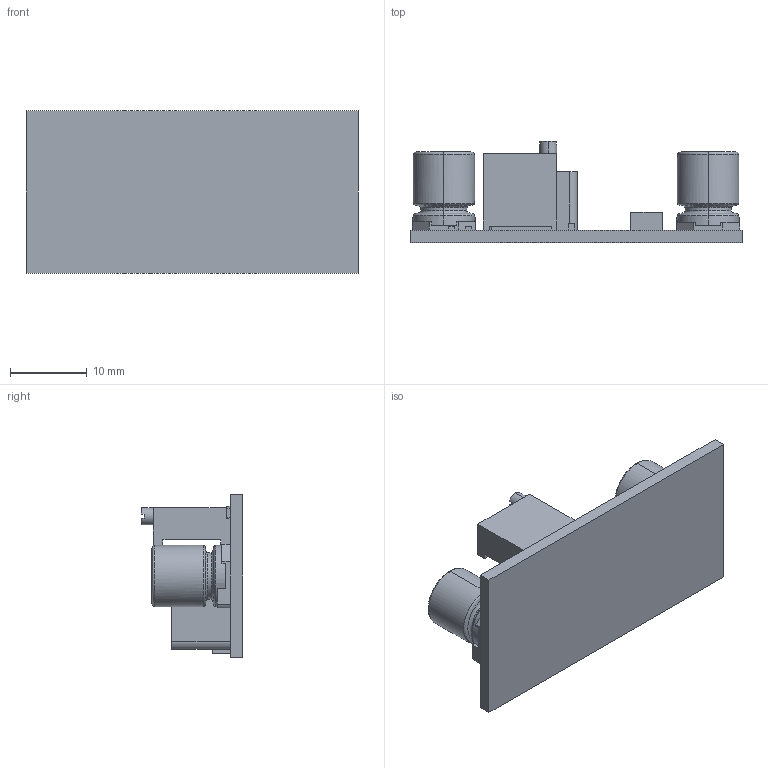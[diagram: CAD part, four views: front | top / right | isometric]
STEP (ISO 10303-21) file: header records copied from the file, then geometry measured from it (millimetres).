
FILE_DESCRIPTION (( 'STEP AP214' ), '1' );
FILE_NAME ('Regulador de tensão.STEP', '2018-11-01T11:46:14', ( '' ), ( '' ), 'SwSTEP 2.0', 'SolidWorks 2017', '' );
FILE_SCHEMA (( 'AUTOMOTIVE_DESIGN' ));
Length unit declared in the file: millimetre
Products named in the file (1): Regulador de tensão
Bounding box: 43.2 x 13.15 x 21.1 mm (x, y, z)
Volume: 4000.1 mm3; surface area: 3399.9 mm2
Topology: 1 solids, 1 shells, 160 faces, 416 edges, 268 vertices
Faces by surface type: plane 114, cylinder 26, bspline 20
Entity records: 8995 total; most frequent: CARTESIAN_POINT 3449, ORIENTED_EDGE 832, DIRECTION 698, EDGE_CURVE 416, VECTOR 312, LINE 312, VERTEX_POINT 268, AXIS2_PLACEMENT_3D 193
